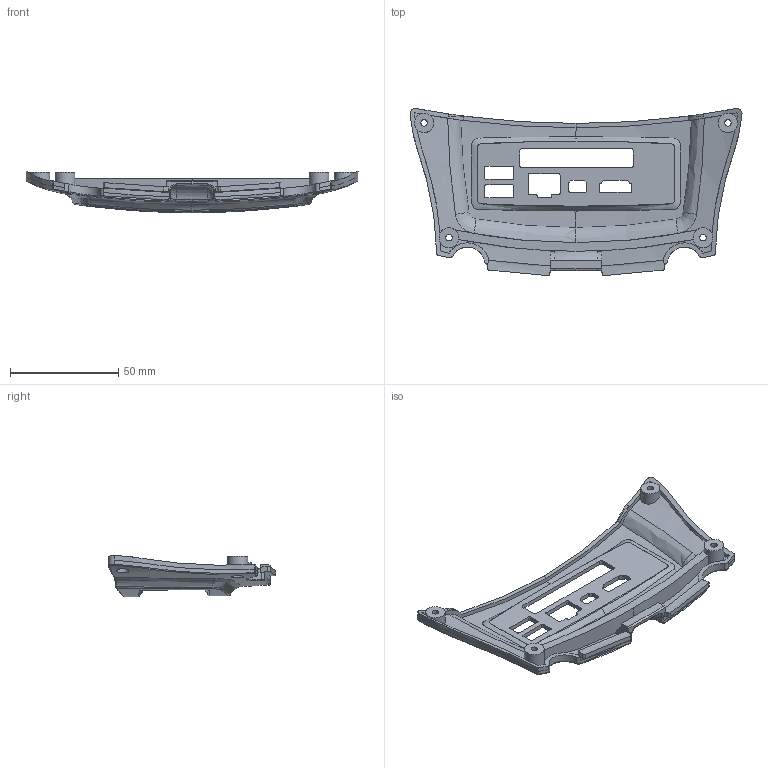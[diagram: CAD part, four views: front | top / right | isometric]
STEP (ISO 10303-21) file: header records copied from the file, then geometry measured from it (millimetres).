
FILE_DESCRIPTION(/* description */ (''),/* implementation_level */ '2;1');
FILE_NAME(/* name */ 'Body Back Top Cover Plate Original.step',/* time_stamp */ '2017-06-24T11:26:20+10:00',/* author */ (''),/* organization */ (''),/* preprocessor_version */ 'ST-DEVELOPER v16.13',/* originating_system */ 'Autodesk Translation Framework v6.1.1.50',/* authorisation */ '');
FILE_SCHEMA (('AUTOMOTIVE_DESIGN { 1 0 10303 214 3 1 1 }'));
Length unit declared in the file: millimetre
Products named in the file (1): Body Back Top Cover Plate v1
Bounding box: 153.61 x 77.33 x 19.23 mm (x, y, z)
Volume: 24273.6 mm3; surface area: 24951.4 mm2
Topology: 1 solids, 1 shells, 308 faces, 854 edges, 550 vertices
Faces by surface type: bspline 162, cylinder 83, plane 59, torus 2, sphere 2
Full cylindrical faces by diameter (mm): 3 x4, 5.6 x4, 8.9 x2, 9.2 x2
Entity records: 27206 total; most frequent: CARTESIAN_POINT 20268, ORIENTED_EDGE 1668, DIRECTION 1121, EDGE_CURVE 834, VERTEX_POINT 544, AXIS2_PLACEMENT_3D 428, EDGE_LOOP 344, FACE_OUTER_BOUND 308
